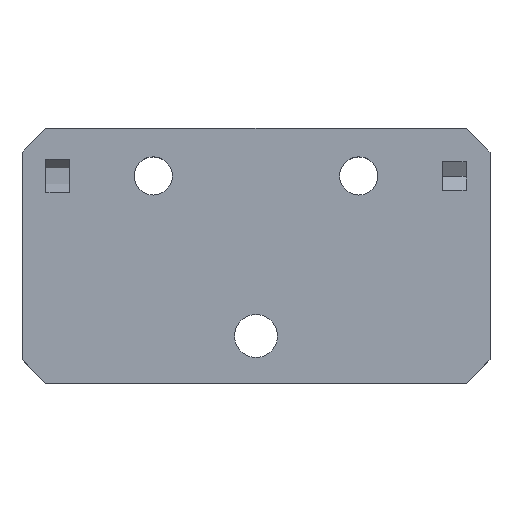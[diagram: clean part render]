
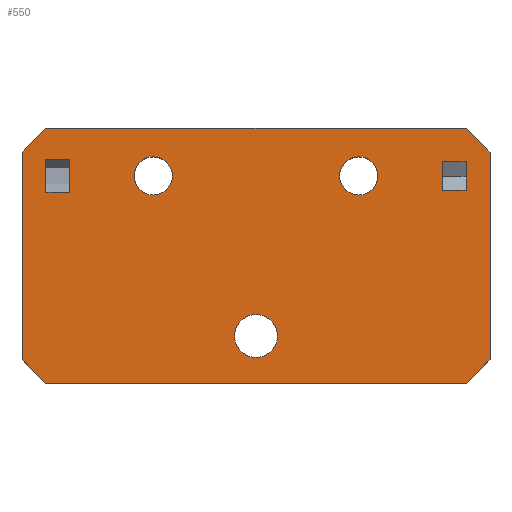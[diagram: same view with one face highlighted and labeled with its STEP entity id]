
A CAD part, top view. The second image highlights one B-rep face of the part: STEP entity #550.
In plain terms, the highlighted planar face has unit normal (0, 0, 1).
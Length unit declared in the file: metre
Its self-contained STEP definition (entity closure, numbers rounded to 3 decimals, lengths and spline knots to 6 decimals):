
#12=LINE('',#786,#69);
#18=LINE('',#802,#75);
#22=LINE('',#811,#79);
#24=LINE('',#844,#81);
#32=LINE('',#858,#89);
#33=LINE('',#861,#90);
#34=LINE('',#863,#91);
#35=LINE('',#865,#92);
#36=LINE('',#866,#93);
#37=LINE('',#869,#94);
#38=LINE('',#871,#95);
#39=LINE('',#873,#96);
#40=LINE('',#874,#97);
#41=LINE('',#875,#98);
#42=LINE('',#876,#99);
#43=LINE('',#877,#100);
#69=VECTOR('',#634,1.);
#75=VECTOR('',#644,1.);
#79=VECTOR('',#650,1.);
#81=VECTOR('',#674,1.);
#89=VECTOR('',#686,1.);
#90=VECTOR('',#687,1.);
#91=VECTOR('',#688,1.);
#92=VECTOR('',#689,1.);
#93=VECTOR('',#690,1.);
#94=VECTOR('',#691,1.);
#95=VECTOR('',#692,1.);
#96=VECTOR('',#693,1.);
#97=VECTOR('',#694,1.);
#98=VECTOR('',#695,1.);
#99=VECTOR('',#696,1.);
#100=VECTOR('',#697,1.);
#131=PLANE('',#602);
#152=CIRCLE('',#592,0.004);
#154=CIRCLE('',#595,0.004);
#156=CIRCLE('',#598,0.0045);
#200=ORIENTED_EDGE('',*,*,#334,.F.);
#201=ORIENTED_EDGE('',*,*,#335,.T.);
#202=ORIENTED_EDGE('',*,*,#336,.T.);
#203=ORIENTED_EDGE('',*,*,#337,.F.);
#204=ORIENTED_EDGE('',*,*,#338,.F.);
#205=ORIENTED_EDGE('',*,*,#339,.T.);
#206=ORIENTED_EDGE('',*,*,#340,.T.);
#207=ORIENTED_EDGE('',*,*,#341,.F.);
#208=ORIENTED_EDGE('',*,*,#324,.F.);
#209=ORIENTED_EDGE('',*,*,#322,.F.);
#210=ORIENTED_EDGE('',*,*,#319,.F.);
#211=ORIENTED_EDGE('',*,*,#316,.T.);
#212=ORIENTED_EDGE('',*,*,#342,.T.);
#213=ORIENTED_EDGE('',*,*,#326,.F.);
#214=ORIENTED_EDGE('',*,*,#343,.T.);
#215=ORIENTED_EDGE('',*,*,#305,.F.);
#216=ORIENTED_EDGE('',*,*,#344,.T.);
#217=ORIENTED_EDGE('',*,*,#312,.T.);
#218=ORIENTED_EDGE('',*,*,#345,.T.);
#305=EDGE_CURVE('',#376,#377,#12,.T.);
#312=EDGE_CURVE('',#384,#383,#18,.T.);
#316=EDGE_CURVE('',#388,#387,#22,.T.);
#319=EDGE_CURVE('',#390,#390,#152,.T.);
#322=EDGE_CURVE('',#393,#393,#154,.T.);
#324=EDGE_CURVE('',#395,#395,#156,.T.);
#326=EDGE_CURVE('',#397,#398,#24,.T.);
#334=EDGE_CURVE('',#401,#402,#32,.T.);
#335=EDGE_CURVE('',#401,#403,#33,.T.);
#336=EDGE_CURVE('',#403,#404,#34,.T.);
#337=EDGE_CURVE('',#402,#404,#35,.T.);
#338=EDGE_CURVE('',#405,#406,#36,.T.);
#339=EDGE_CURVE('',#405,#407,#37,.T.);
#340=EDGE_CURVE('',#407,#408,#38,.T.);
#341=EDGE_CURVE('',#406,#408,#39,.T.);
#342=EDGE_CURVE('',#387,#398,#40,.T.);
#343=EDGE_CURVE('',#397,#377,#41,.F.);
#344=EDGE_CURVE('',#376,#384,#42,.T.);
#345=EDGE_CURVE('',#383,#388,#43,.F.);
#376=VERTEX_POINT('',#787);
#377=VERTEX_POINT('',#788);
#383=VERTEX_POINT('',#801);
#384=VERTEX_POINT('',#803);
#387=VERTEX_POINT('',#810);
#388=VERTEX_POINT('',#812);
#390=VERTEX_POINT('',#818);
#393=VERTEX_POINT('',#835);
#395=VERTEX_POINT('',#840);
#397=VERTEX_POINT('',#845);
#398=VERTEX_POINT('',#846);
#401=VERTEX_POINT('',#859);
#402=VERTEX_POINT('',#860);
#403=VERTEX_POINT('',#862);
#404=VERTEX_POINT('',#864);
#405=VERTEX_POINT('',#867);
#406=VERTEX_POINT('',#868);
#407=VERTEX_POINT('',#870);
#408=VERTEX_POINT('',#872);
#448=EDGE_LOOP('',(#200,#201,#202,#203));
#449=EDGE_LOOP('',(#204,#205,#206,#207));
#450=EDGE_LOOP('',(#208));
#451=EDGE_LOOP('',(#209));
#452=EDGE_LOOP('',(#210));
#453=EDGE_LOOP('',(#211,#212,#213,#214,#215,#216,#217,#218));
#501=FACE_BOUND('',#448,.T.);
#502=FACE_BOUND('',#449,.T.);
#503=FACE_BOUND('',#450,.T.);
#504=FACE_BOUND('',#451,.T.);
#505=FACE_BOUND('',#452,.T.);
#506=FACE_BOUND('',#453,.T.);
#550=ADVANCED_FACE('',(#501,#502,#503,#504,#505,#506),#131,.T.);
#592=AXIS2_PLACEMENT_3D('',#817,#656,#657);
#595=AXIS2_PLACEMENT_3D('',#834,#662,#663);
#598=AXIS2_PLACEMENT_3D('',#839,#668,#669);
#602=AXIS2_PLACEMENT_3D('',#857,#684,#685);
#634=DIRECTION('',(1.,0.,0.));
#644=DIRECTION('',(0.,-1.,0.));
#650=DIRECTION('',(1.,0.,0.));
#656=DIRECTION('',(0.,0.,1.));
#657=DIRECTION('',(0.,-1.,0.));
#662=DIRECTION('',(0.,0.,1.));
#663=DIRECTION('',(0.,-1.,0.));
#668=DIRECTION('',(0.,0.,1.));
#669=DIRECTION('',(0.,-1.,0.));
#674=DIRECTION('',(0.,-1.,0.));
#684=DIRECTION('',(0.,0.,1.));
#685=DIRECTION('',(1.,0.,0.));
#686=DIRECTION('',(0.,1.,0.));
#687=DIRECTION('',(-1.,0.,0.));
#688=DIRECTION('',(0.,1.,0.));
#689=DIRECTION('',(-1.,0.,0.));
#690=DIRECTION('',(0.,-1.,0.));
#691=DIRECTION('',(1.,0.,0.));
#692=DIRECTION('',(0.,-1.,0.));
#693=DIRECTION('',(1.,0.,0.));
#694=DIRECTION('',(0.707,0.707,0.));
#695=DIRECTION('',(0.707,-0.707,0.));
#696=DIRECTION('',(-0.707,-0.707,0.));
#697=DIRECTION('',(-0.707,0.707,0.));
#786=CARTESIAN_POINT('',(0.0255,0.01,0.));
#787=CARTESIAN_POINT('',(-0.0185,0.01,0.));
#788=CARTESIAN_POINT('',(0.0695,0.01,0.));
#801=CARTESIAN_POINT('',(-0.0235,-0.0385,0.));
#802=CARTESIAN_POINT('',(-0.0235,-0.01675,0.));
#803=CARTESIAN_POINT('',(-0.0235,0.005,0.));
#810=CARTESIAN_POINT('',(0.0695,-0.0435,0.));
#811=CARTESIAN_POINT('',(0.0255,-0.0435,0.));
#812=CARTESIAN_POINT('',(-0.0185,-0.0435,0.));
#817=CARTESIAN_POINT('',(0.004,0.,0.));
#818=CARTESIAN_POINT('',(0.004,-0.004,0.));
#834=CARTESIAN_POINT('',(0.047,0.,0.));
#835=CARTESIAN_POINT('',(0.047,-0.004,0.));
#839=CARTESIAN_POINT('',(0.0255,-0.0335,0.));
#840=CARTESIAN_POINT('',(0.0255,-0.038,0.));
#844=CARTESIAN_POINT('',(0.0745,-0.01675,0.));
#845=CARTESIAN_POINT('',(0.0745,0.005,0.));
#846=CARTESIAN_POINT('',(0.0745,-0.0385,0.));
#857=CARTESIAN_POINT('',(0.0255,-0.01675,0.));
#858=CARTESIAN_POINT('',(-0.0135,0.,0.));
#859=CARTESIAN_POINT('',(-0.0135,-0.003464,0.));
#860=CARTESIAN_POINT('',(-0.0135,0.003464,0.));
#861=CARTESIAN_POINT('',(-0.0135,-0.003464,0.));
#862=CARTESIAN_POINT('',(-0.0185,-0.003464,0.));
#863=CARTESIAN_POINT('',(-0.0185,0.,0.));
#864=CARTESIAN_POINT('',(-0.0185,0.003464,0.));
#865=CARTESIAN_POINT('',(-0.0135,0.003464,0.));
#866=CARTESIAN_POINT('',(0.0645,0.,0.));
#867=CARTESIAN_POINT('',(0.0645,0.003,0.));
#868=CARTESIAN_POINT('',(0.0645,-0.003,0.));
#869=CARTESIAN_POINT('',(0.0645,0.003,0.));
#870=CARTESIAN_POINT('',(0.0695,0.003,0.));
#871=CARTESIAN_POINT('',(0.0695,0.,0.));
#872=CARTESIAN_POINT('',(0.0695,-0.003,0.));
#873=CARTESIAN_POINT('',(0.0645,-0.003,0.));
#874=CARTESIAN_POINT('',(0.060875,-0.052125,0.));
#875=CARTESIAN_POINT('',(0.060875,0.018625,0.));
#876=CARTESIAN_POINT('',(-0.009875,0.018625,0.));
#877=CARTESIAN_POINT('',(-0.009875,-0.052125,0.));
